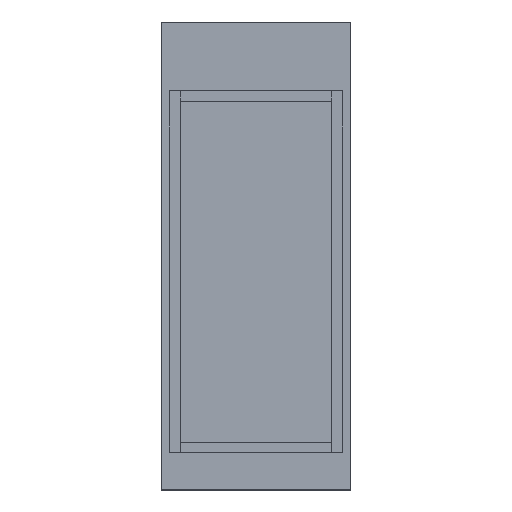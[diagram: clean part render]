
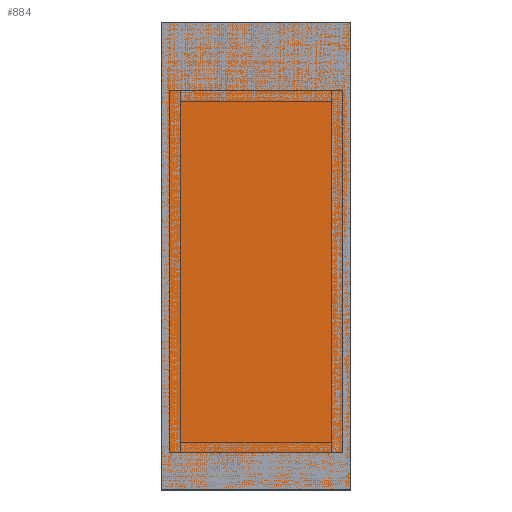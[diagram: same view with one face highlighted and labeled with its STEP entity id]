
A CAD part, top view. The second image highlights one B-rep face of the part: STEP entity #884.
In plain terms, the highlighted planar face has unit normal (0, 0, 1).
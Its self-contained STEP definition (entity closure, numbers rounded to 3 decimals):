
#765 = VERTEX_POINT('',#766);
#766 = CARTESIAN_POINT('',(-7.5,18.5,0.));
#783 = VERTEX_POINT('',#784);
#784 = CARTESIAN_POINT('',(-7.5,-18.5,0.));
#790 = EDGE_CURVE('',#765,#783,#791,.T.);
#791 = LINE('',#792,#793);
#792 = CARTESIAN_POINT('',(-7.5,18.5,0.));
#793 = VECTOR('',#794,1.);
#794 = DIRECTION('',(0.,-1.,0.));
#814 = VERTEX_POINT('',#815);
#815 = CARTESIAN_POINT('',(7.5,-18.5,0.));
#821 = EDGE_CURVE('',#783,#814,#822,.T.);
#822 = LINE('',#823,#824);
#823 = CARTESIAN_POINT('',(-7.5,-18.5,0.));
#824 = VECTOR('',#825,1.);
#825 = DIRECTION('',(1.,0.,0.));
#845 = VERTEX_POINT('',#846);
#846 = CARTESIAN_POINT('',(7.5,18.5,0.));
#852 = EDGE_CURVE('',#814,#845,#853,.T.);
#853 = LINE('',#854,#855);
#854 = CARTESIAN_POINT('',(7.5,-18.5,0.));
#855 = VECTOR('',#856,1.);
#856 = DIRECTION('',(0.,1.,0.));
#874 = EDGE_CURVE('',#845,#765,#875,.T.);
#875 = LINE('',#876,#877);
#876 = CARTESIAN_POINT('',(7.5,18.5,0.));
#877 = VECTOR('',#878,1.);
#878 = DIRECTION('',(-1.,0.,0.));
#884 = ADVANCED_FACE('',(#885),#891,.T.);
#885 = FACE_BOUND('',#886,.T.);
#886 = EDGE_LOOP('',(#887,#888,#889,#890));
#887 = ORIENTED_EDGE('',*,*,#790,.T.);
#888 = ORIENTED_EDGE('',*,*,#821,.T.);
#889 = ORIENTED_EDGE('',*,*,#852,.T.);
#890 = ORIENTED_EDGE('',*,*,#874,.T.);
#891 = PLANE('',#892);
#892 = AXIS2_PLACEMENT_3D('',#893,#894,#895);
#893 = CARTESIAN_POINT('',(0.,0.,0.));
#894 = DIRECTION('',(0.,0.,1.));
#895 = DIRECTION('',(1.,0.,0.));
